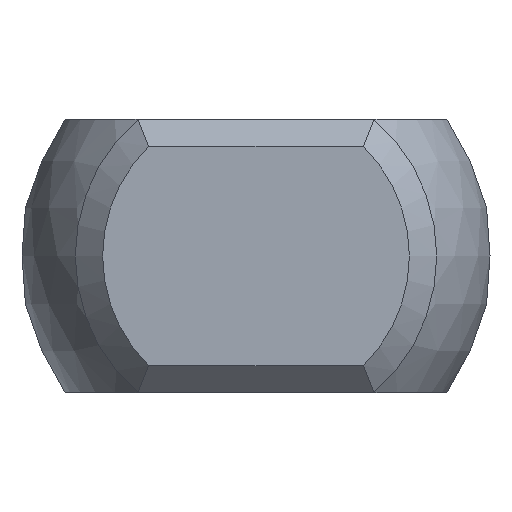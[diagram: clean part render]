
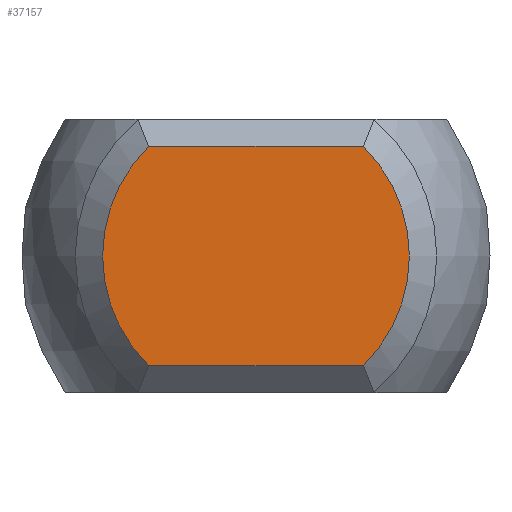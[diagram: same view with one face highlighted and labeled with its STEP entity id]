
A CAD part, left-side view. The second image highlights one B-rep face of the part: STEP entity #37157.
In plain terms, the highlighted planar face has unit normal (-1, 0, 0).
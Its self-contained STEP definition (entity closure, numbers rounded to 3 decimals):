
#35550 = PLANE('',#35551);
#35551 = AXIS2_PLACEMENT_3D('',#35552,#35553,#35554);
#35552 = CARTESIAN_POINT('',(-24.75,3.125,2.25));
#35553 = DIRECTION('',(-0.707,0.,0.707));
#35554 = DIRECTION('',(0.707,0.,0.707));
#36801 = EDGE_CURVE('',#36802,#36804,#36806,.T.);
#36802 = VERTEX_POINT('',#36803);
#36803 = CARTESIAN_POINT('',(-25.,-1.96,-2.));
#36804 = VERTEX_POINT('',#36805);
#36805 = CARTESIAN_POINT('',(-25.,1.96,-2.));
#36806 = SURFACE_CURVE('',#36807,(#36811,#36823),.PCURVE_S1.);
#36807 = LINE('',#36808,#36809);
#36808 = CARTESIAN_POINT('',(-25.,-3.125,-2.));
#36809 = VECTOR('',#36810,1.);
#36810 = DIRECTION('',(0.,1.,0.));
#36811 = PCURVE('',#36812,#36817);
#36812 = PLANE('',#36813);
#36813 = AXIS2_PLACEMENT_3D('',#36814,#36815,#36816);
#36814 = CARTESIAN_POINT('',(-24.75,-3.125,-2.25));
#36815 = DIRECTION('',(-0.707,0.,
    -0.707));
#36816 = DIRECTION('',(-0.707,0.,0.707));
#36817 = DEFINITIONAL_REPRESENTATION('',(#36818),#36822);
#36818 = LINE('',#36819,#36820);
#36819 = CARTESIAN_POINT('',(0.354,0.));
#36820 = VECTOR('',#36821,1.);
#36821 = DIRECTION('',(0.,1.));
#36822 = ( GEOMETRIC_REPRESENTATION_CONTEXT(2) 
PARAMETRIC_REPRESENTATION_CONTEXT() REPRESENTATION_CONTEXT('2D SPACE',''
  ) );
#36823 = PCURVE('',#36824,#36829);
#36824 = PLANE('',#36825);
#36825 = AXIS2_PLACEMENT_3D('',#36826,#36827,#36828);
#36826 = CARTESIAN_POINT('',(-25.,0.,0.));
#36827 = DIRECTION('',(1.,0.,0.));
#36828 = DIRECTION('',(0.,0.,-1.));
#36829 = DEFINITIONAL_REPRESENTATION('',(#36830),#36834);
#36830 = LINE('',#36831,#36832);
#36831 = CARTESIAN_POINT('',(2.,-3.125));
#36832 = VECTOR('',#36833,1.);
#36833 = DIRECTION('',(0.,1.));
#36834 = ( GEOMETRIC_REPRESENTATION_CONTEXT(2) 
PARAMETRIC_REPRESENTATION_CONTEXT() REPRESENTATION_CONTEXT('2D SPACE',''
  ) );
#36854 = CONICAL_SURFACE('',#36855,3.05,0.785);
#36855 = AXIS2_PLACEMENT_3D('',#36856,#36857,#36858);
#36856 = CARTESIAN_POINT('',(-24.75,0.,0.));
#36857 = DIRECTION('',(1.,0.,0.));
#36858 = DIRECTION('',(-0.,1.,0.));
#36904 = CONICAL_SURFACE('',#36905,3.05,0.785);
#36905 = AXIS2_PLACEMENT_3D('',#36906,#36907,#36908);
#36906 = CARTESIAN_POINT('',(-24.75,0.,0.));
#36907 = DIRECTION('',(1.,0.,0.));
#36908 = DIRECTION('',(0.,-1.,0.));
#36918 = EDGE_CURVE('',#36919,#36921,#36923,.T.);
#36919 = VERTEX_POINT('',#36920);
#36920 = CARTESIAN_POINT('',(-25.,1.96,2.));
#36921 = VERTEX_POINT('',#36922);
#36922 = CARTESIAN_POINT('',(-25.,-1.96,2.));
#36923 = SURFACE_CURVE('',#36924,(#36928,#36935),.PCURVE_S1.);
#36924 = LINE('',#36925,#36926);
#36925 = CARTESIAN_POINT('',(-25.,3.125,2.));
#36926 = VECTOR('',#36927,1.);
#36927 = DIRECTION('',(0.,-1.,0.));
#36928 = PCURVE('',#35550,#36929);
#36929 = DEFINITIONAL_REPRESENTATION('',(#36930),#36934);
#36930 = LINE('',#36931,#36932);
#36931 = CARTESIAN_POINT('',(-0.354,0.));
#36932 = VECTOR('',#36933,1.);
#36933 = DIRECTION('',(0.,-1.));
#36934 = ( GEOMETRIC_REPRESENTATION_CONTEXT(2) 
PARAMETRIC_REPRESENTATION_CONTEXT() REPRESENTATION_CONTEXT('2D SPACE',''
  ) );
#36935 = PCURVE('',#36824,#36936);
#36936 = DEFINITIONAL_REPRESENTATION('',(#36937),#36941);
#36937 = LINE('',#36938,#36939);
#36938 = CARTESIAN_POINT('',(-2.,3.125));
#36939 = VECTOR('',#36940,1.);
#36940 = DIRECTION('',(0.,-1.));
#36941 = ( GEOMETRIC_REPRESENTATION_CONTEXT(2) 
PARAMETRIC_REPRESENTATION_CONTEXT() REPRESENTATION_CONTEXT('2D SPACE',''
  ) );
#37014 = EDGE_CURVE('',#36921,#36802,#37015,.T.);
#37015 = SURFACE_CURVE('',#37016,(#37021,#37028),.PCURVE_S1.);
#37016 = CIRCLE('',#37017,2.8);
#37017 = AXIS2_PLACEMENT_3D('',#37018,#37019,#37020);
#37018 = CARTESIAN_POINT('',(-25.,0.,0.));
#37019 = DIRECTION('',(1.,0.,0.));
#37020 = DIRECTION('',(0.,-1.,0.));
#37021 = PCURVE('',#36904,#37022);
#37022 = DEFINITIONAL_REPRESENTATION('',(#37023),#37027);
#37023 = LINE('',#37024,#37025);
#37024 = CARTESIAN_POINT('',(-6.283,-0.25));
#37025 = VECTOR('',#37026,1.);
#37026 = DIRECTION('',(1.,0.));
#37027 = ( GEOMETRIC_REPRESENTATION_CONTEXT(2) 
PARAMETRIC_REPRESENTATION_CONTEXT() REPRESENTATION_CONTEXT('2D SPACE',''
  ) );
#37028 = PCURVE('',#36824,#37029);
#37029 = DEFINITIONAL_REPRESENTATION('',(#37030),#37034);
#37030 = CIRCLE('',#37031,2.8);
#37031 = AXIS2_PLACEMENT_2D('',#37032,#37033);
#37032 = CARTESIAN_POINT('',(0.,0.));
#37033 = DIRECTION('',(0.,-1.));
#37034 = ( GEOMETRIC_REPRESENTATION_CONTEXT(2) 
PARAMETRIC_REPRESENTATION_CONTEXT() REPRESENTATION_CONTEXT('2D SPACE',''
  ) );
#37040 = EDGE_CURVE('',#36804,#36919,#37041,.T.);
#37041 = SURFACE_CURVE('',#37042,(#37047,#37054),.PCURVE_S1.);
#37042 = CIRCLE('',#37043,2.8);
#37043 = AXIS2_PLACEMENT_3D('',#37044,#37045,#37046);
#37044 = CARTESIAN_POINT('',(-25.,0.,0.));
#37045 = DIRECTION('',(1.,0.,0.));
#37046 = DIRECTION('',(-0.,1.,0.));
#37047 = PCURVE('',#36854,#37048);
#37048 = DEFINITIONAL_REPRESENTATION('',(#37049),#37053);
#37049 = LINE('',#37050,#37051);
#37050 = CARTESIAN_POINT('',(0.,-0.25));
#37051 = VECTOR('',#37052,1.);
#37052 = DIRECTION('',(1.,0.));
#37053 = ( GEOMETRIC_REPRESENTATION_CONTEXT(2) 
PARAMETRIC_REPRESENTATION_CONTEXT() REPRESENTATION_CONTEXT('2D SPACE',''
  ) );
#37054 = PCURVE('',#36824,#37055);
#37055 = DEFINITIONAL_REPRESENTATION('',(#37056),#37060);
#37056 = CIRCLE('',#37057,2.8);
#37057 = AXIS2_PLACEMENT_2D('',#37058,#37059);
#37058 = CARTESIAN_POINT('',(0.,0.));
#37059 = DIRECTION('',(0.,1.));
#37060 = ( GEOMETRIC_REPRESENTATION_CONTEXT(2) 
PARAMETRIC_REPRESENTATION_CONTEXT() REPRESENTATION_CONTEXT('2D SPACE',''
  ) );
#37157 = ADVANCED_FACE('',(#37158),#36824,.F.);
#37158 = FACE_BOUND('',#37159,.T.);
#37159 = EDGE_LOOP('',(#37160,#37161,#37162,#37163));
#37160 = ORIENTED_EDGE('',*,*,#36918,.F.);
#37161 = ORIENTED_EDGE('',*,*,#37040,.F.);
#37162 = ORIENTED_EDGE('',*,*,#36801,.F.);
#37163 = ORIENTED_EDGE('',*,*,#37014,.F.);
